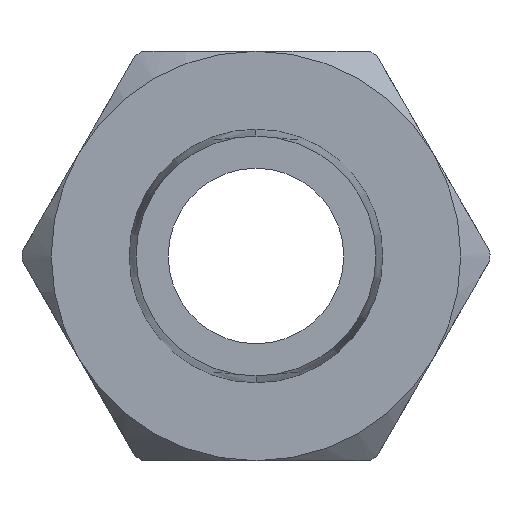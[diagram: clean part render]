
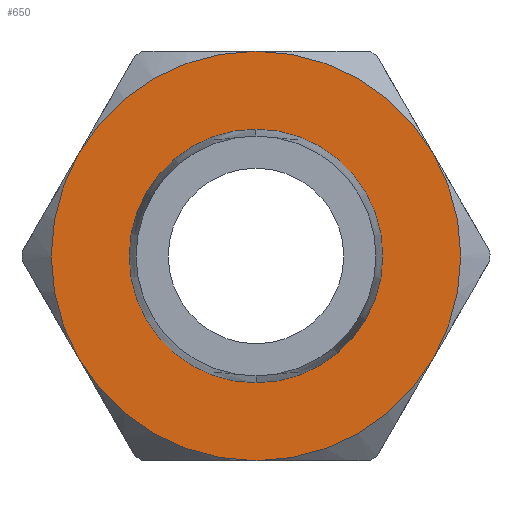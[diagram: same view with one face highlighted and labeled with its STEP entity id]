
A CAD part, left-side view. The second image highlights one B-rep face of the part: STEP entity #650.
In plain terms, the highlighted planar face has unit normal (-1, 0, 0).
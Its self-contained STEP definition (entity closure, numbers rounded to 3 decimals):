
#31 = EDGE_CURVE ( 'NONE', #639, #948, #1130, .T. ) ;
#32 = CARTESIAN_POINT ( 'NONE',  ( 15., 0., 0. ) ) ;
#43 = DIRECTION ( 'NONE',  ( 0., 0., -1. ) ) ;
#47 = EDGE_CURVE ( 'NONE', #206, #1094, #1057, .T. ) ;
#68 = DIRECTION ( 'NONE',  ( 0., 0., 1. ) ) ;
#75 = CIRCLE ( 'NONE', #1098, 10.5 ) ;
#76 = EDGE_CURVE ( 'NONE', #507, #206, #1112, .T. ) ;
#99 = ORIENTED_EDGE ( 'NONE', *, *, #47, .T. ) ;
#105 = CARTESIAN_POINT ( 'NONE',  ( 15., 0., 0. ) ) ;
#123 = DIRECTION ( 'NONE',  ( 0., 0., 1. ) ) ;
#131 = CARTESIAN_POINT ( 'NONE',  ( 15., 0., 0. ) ) ;
#141 = CARTESIAN_POINT ( 'NONE',  ( 15., -9.093, -5.25 ) ) ;
#164 = EDGE_CURVE ( 'NONE', #187, #383, #225, .T. ) ;
#179 = DIRECTION ( 'NONE',  ( -1., 0., 0. ) ) ;
#187 = VERTEX_POINT ( 'NONE', #509 ) ;
#190 = CARTESIAN_POINT ( 'NONE',  ( 15., 0., 0. ) ) ;
#194 = CARTESIAN_POINT ( 'NONE',  ( 15., 0., 10.5 ) ) ;
#206 = VERTEX_POINT ( 'NONE', #419 ) ;
#216 = DIRECTION ( 'NONE',  ( -1., 0., 0. ) ) ;
#225 = CIRCLE ( 'NONE', #550, 6.5 ) ;
#233 = FACE_BOUND ( 'NONE', #631, .T. ) ;
#263 = CARTESIAN_POINT ( 'NONE',  ( 15., 0., 0. ) ) ;
#277 = EDGE_CURVE ( 'NONE', #948, #507, #75, .T. ) ;
#288 = DIRECTION ( 'NONE',  ( -1., 0., 0. ) ) ;
#289 = ORIENTED_EDGE ( 'NONE', *, *, #164, .F. ) ;
#296 = DIRECTION ( 'NONE',  ( 0., 0., 1. ) ) ;
#322 = EDGE_CURVE ( 'NONE', #884, #639, #986, .T. ) ;
#352 = CARTESIAN_POINT ( 'NONE',  ( 15., 9.093, 5.25 ) ) ;
#383 = VERTEX_POINT ( 'NONE', #1022 ) ;
#403 = PLANE ( 'NONE',  #966 ) ;
#419 = CARTESIAN_POINT ( 'NONE',  ( 15., 0., -10.5 ) ) ;
#434 = ORIENTED_EDGE ( 'NONE', *, *, #31, .T. ) ;
#436 = CIRCLE ( 'NONE', #839, 10.5 ) ;
#447 = DIRECTION ( 'NONE',  ( -1., 0., 0. ) ) ;
#479 = DIRECTION ( 'NONE',  ( 1., 0., 0. ) ) ;
#494 = CARTESIAN_POINT ( 'NONE',  ( 15., 9.093, -5.25 ) ) ;
#499 = ORIENTED_EDGE ( 'NONE', *, *, #1052, .F. ) ;
#507 = VERTEX_POINT ( 'NONE', #494 ) ;
#509 = CARTESIAN_POINT ( 'NONE',  ( 15., 0., -6.5 ) ) ;
#528 = DIRECTION ( 'NONE',  ( 0., 0., 1. ) ) ;
#529 = AXIS2_PLACEMENT_3D ( 'NONE', #105, #447, #637 ) ;
#530 = EDGE_LOOP ( 'NONE', ( #952, #99, #678, #561, #434, #906 ) ) ;
#541 = CARTESIAN_POINT ( 'NONE',  ( 15., -9.093, 5.25 ) ) ;
#550 = AXIS2_PLACEMENT_3D ( 'NONE', #951, #1146, #946 ) ;
#561 = ORIENTED_EDGE ( 'NONE', *, *, #322, .T. ) ;
#628 = AXIS2_PLACEMENT_3D ( 'NONE', #1081, #288, #635 ) ;
#631 = EDGE_LOOP ( 'NONE', ( #499, #289 ) ) ;
#635 = DIRECTION ( 'NONE',  ( 0., 0., 1. ) ) ;
#637 = DIRECTION ( 'NONE',  ( 0., 0., 1. ) ) ;
#639 = VERTEX_POINT ( 'NONE', #194 ) ;
#648 = AXIS2_PLACEMENT_3D ( 'NONE', #1102, #923, #1118 ) ;
#650 = ADVANCED_FACE ( 'NONE', ( #233, #876 ), #403, .F. ) ;
#678 = ORIENTED_EDGE ( 'NONE', *, *, #931, .T. ) ;
#702 = DIRECTION ( 'NONE',  ( -1., 0., 0. ) ) ;
#721 = DIRECTION ( 'NONE',  ( -1., 0., 0. ) ) ;
#765 = AXIS2_PLACEMENT_3D ( 'NONE', #190, #702, #528 ) ;
#830 = CARTESIAN_POINT ( 'NONE',  ( 15., 0., 0. ) ) ;
#839 = AXIS2_PLACEMENT_3D ( 'NONE', #32, #721, #296 ) ;
#876 = FACE_OUTER_BOUND ( 'NONE', #530, .T. ) ;
#884 = VERTEX_POINT ( 'NONE', #541 ) ;
#906 = ORIENTED_EDGE ( 'NONE', *, *, #277, .T. ) ;
#911 = AXIS2_PLACEMENT_3D ( 'NONE', #131, #216, #123 ) ;
#923 = DIRECTION ( 'NONE',  ( -1., 0., 0. ) ) ;
#931 = EDGE_CURVE ( 'NONE', #1094, #884, #436, .T. ) ;
#946 = DIRECTION ( 'NONE',  ( 0., 0., 1. ) ) ;
#948 = VERTEX_POINT ( 'NONE', #352 ) ;
#951 = CARTESIAN_POINT ( 'NONE',  ( 15., 0., 0. ) ) ;
#952 = ORIENTED_EDGE ( 'NONE', *, *, #76, .T. ) ;
#966 = AXIS2_PLACEMENT_3D ( 'NONE', #830, #479, #43 ) ;
#986 = CIRCLE ( 'NONE', #529, 10.5 ) ;
#1022 = CARTESIAN_POINT ( 'NONE',  ( 15., 0., 6.5 ) ) ;
#1052 = EDGE_CURVE ( 'NONE', #383, #187, #1109, .T. ) ;
#1057 = CIRCLE ( 'NONE', #911, 10.5 ) ;
#1081 = CARTESIAN_POINT ( 'NONE',  ( 15., 0., 0. ) ) ;
#1094 = VERTEX_POINT ( 'NONE', #141 ) ;
#1098 = AXIS2_PLACEMENT_3D ( 'NONE', #263, #179, #68 ) ;
#1102 = CARTESIAN_POINT ( 'NONE',  ( 15., 0., 0. ) ) ;
#1109 = CIRCLE ( 'NONE', #648, 6.5 ) ;
#1112 = CIRCLE ( 'NONE', #628, 10.5 ) ;
#1118 = DIRECTION ( 'NONE',  ( 0., 0., 1. ) ) ;
#1130 = CIRCLE ( 'NONE', #765, 10.5 ) ;
#1146 = DIRECTION ( 'NONE',  ( -1., 0., 0. ) ) ;
